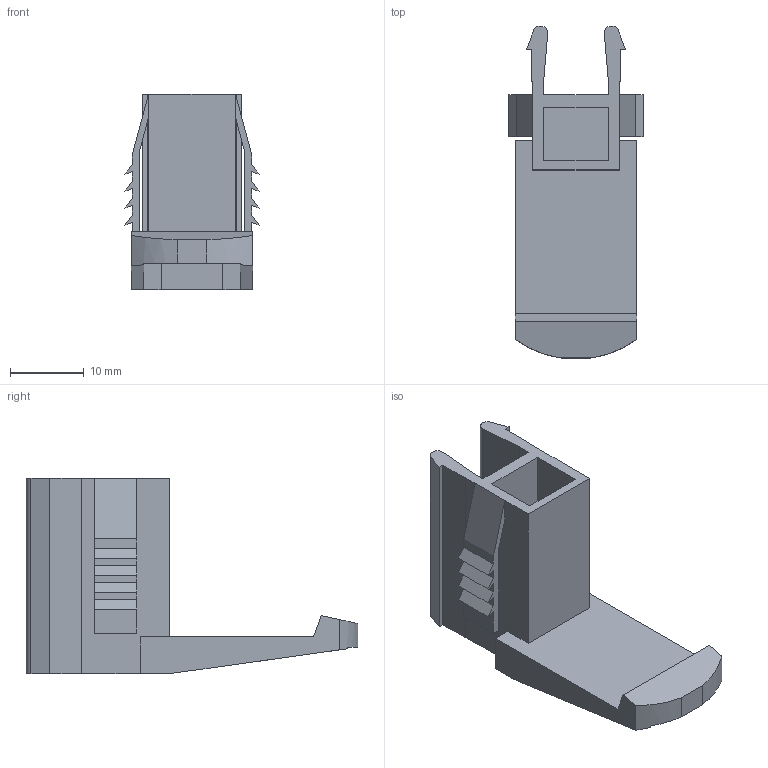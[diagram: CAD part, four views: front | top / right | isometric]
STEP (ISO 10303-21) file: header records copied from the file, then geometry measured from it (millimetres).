
FILE_DESCRIPTION (( 'STEP AP214' ), '1' );
FILE_NAME ('F005031_3D.step', '2022-10-10T13:58:39', ( '' ), ( '' ), 'SwSTEP 2.0', 'SolidWorks 2020', '' );
FILE_SCHEMA (( 'AUTOMOTIVE_DESIGN' ));
Length unit declared in the file: millimetre
Products named in the file (1): F005031_3D
Bounding box: 18.2 x 45 x 26.5 mm (x, y, z)
Volume: 3684.6 mm3; surface area: 5057 mm2
Topology: 1 solids, 1 shells, 85 faces, 242 edges, 160 vertices
Faces by surface type: plane 79, cylinder 6
Entity records: 2748 total; most frequent: CARTESIAN_POINT 500, ORIENTED_EDGE 484, DIRECTION 420, EDGE_CURVE 242, VECTOR 228, LINE 228, VERTEX_POINT 160, AXIS2_PLACEMENT_3D 96
